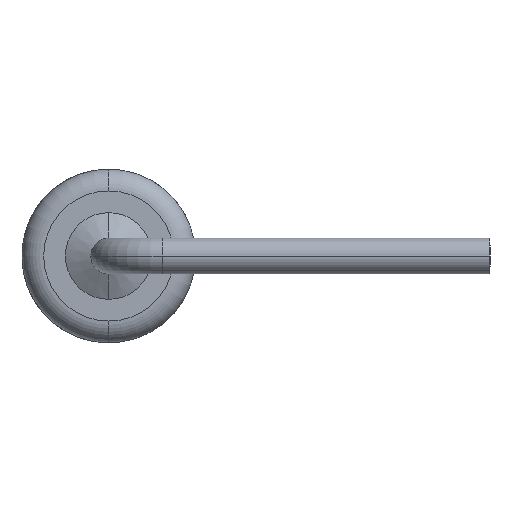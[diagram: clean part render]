
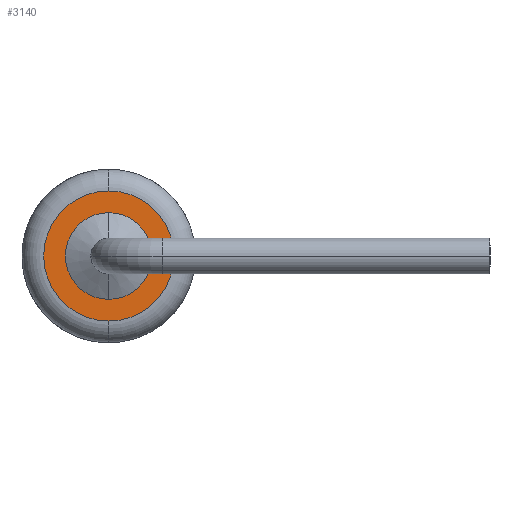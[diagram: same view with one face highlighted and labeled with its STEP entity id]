
A CAD part, left-side view. The second image highlights one B-rep face of the part: STEP entity #3140.
In plain terms, the highlighted planar face has unit normal (-1, 0, 0).
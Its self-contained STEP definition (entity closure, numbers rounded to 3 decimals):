
#1 = DIRECTION ( 'NONE',  ( 0., 0., 1. ) ) ;
#71 = CARTESIAN_POINT ( 'NONE',  ( 1.48, 2.355, 0. ) ) ;
#114 = DIRECTION ( 'NONE',  ( 0., 0., -1. ) ) ;
#154 = DIRECTION ( 'NONE',  ( 0., 0., 1. ) ) ;
#410 = PLANE ( 'NONE',  #851 ) ;
#485 = CIRCLE ( 'NONE', #3098, 0.678 ) ;
#686 = DIRECTION ( 'NONE',  ( 0., 0., 1. ) ) ;
#804 = FACE_BOUND ( 'NONE', #4230, .T. ) ;
#851 = AXIS2_PLACEMENT_3D ( 'NONE', #3633, #2927, #114 ) ;
#890 = EDGE_CURVE ( 'NONE', #2857, #4578, #3091, .T. ) ;
#1031 = EDGE_CURVE ( 'NONE', #4578, #2857, #485, .T. ) ;
#1249 = CARTESIAN_POINT ( 'NONE',  ( 1.48, 2.355, 0. ) ) ;
#1295 = CIRCLE ( 'NONE', #1881, 1.016 ) ;
#1590 = EDGE_CURVE ( 'NONE', #3884, #4494, #3487, .T. ) ;
#1631 = DIRECTION ( 'NONE',  ( -1., 0., 0. ) ) ;
#1672 = DIRECTION ( 'NONE',  ( -1., 0., 0. ) ) ;
#1739 = ORIENTED_EDGE ( 'NONE', *, *, #1031, .F. ) ;
#1881 = AXIS2_PLACEMENT_3D ( 'NONE', #71, #2546, #154 ) ;
#2103 = CARTESIAN_POINT ( 'NONE',  ( 1.48, 2.355, 0. ) ) ;
#2251 = FACE_OUTER_BOUND ( 'NONE', #4211, .T. ) ;
#2506 = CARTESIAN_POINT ( 'NONE',  ( 1.48, 2.355, 1.016 ) ) ;
#2546 = DIRECTION ( 'NONE',  ( -1., 0., 0. ) ) ;
#2647 = ORIENTED_EDGE ( 'NONE', *, *, #890, .F. ) ;
#2708 = AXIS2_PLACEMENT_3D ( 'NONE', #2103, #3204, #1 ) ;
#2808 = AXIS2_PLACEMENT_3D ( 'NONE', #3499, #1672, #686 ) ;
#2857 = VERTEX_POINT ( 'NONE', #4410 ) ;
#2890 = CARTESIAN_POINT ( 'NONE',  ( 1.48, 2.355, 0.678 ) ) ;
#2927 = DIRECTION ( 'NONE',  ( 1., 0., 0. ) ) ;
#3091 = CIRCLE ( 'NONE', #2708, 0.678 ) ;
#3098 = AXIS2_PLACEMENT_3D ( 'NONE', #1249, #1631, #3383 ) ;
#3140 = ADVANCED_FACE ( 'NONE', ( #804, #2251 ), #410, .F. ) ;
#3159 = EDGE_CURVE ( 'NONE', #4494, #3884, #1295, .T. ) ;
#3204 = DIRECTION ( 'NONE',  ( -1., 0., 0. ) ) ;
#3303 = ORIENTED_EDGE ( 'NONE', *, *, #3159, .T. ) ;
#3383 = DIRECTION ( 'NONE',  ( 0., 0., 1. ) ) ;
#3487 = CIRCLE ( 'NONE', #2808, 1.016 ) ;
#3499 = CARTESIAN_POINT ( 'NONE',  ( 1.48, 2.355, 0. ) ) ;
#3633 = CARTESIAN_POINT ( 'NONE',  ( 1.48, 3.371, 0. ) ) ;
#3884 = VERTEX_POINT ( 'NONE', #3902 ) ;
#3902 = CARTESIAN_POINT ( 'NONE',  ( 1.48, 2.355, -1.016 ) ) ;
#4211 = EDGE_LOOP ( 'NONE', ( #3303, #4311 ) ) ;
#4230 = EDGE_LOOP ( 'NONE', ( #2647, #1739 ) ) ;
#4311 = ORIENTED_EDGE ( 'NONE', *, *, #1590, .T. ) ;
#4410 = CARTESIAN_POINT ( 'NONE',  ( 1.48, 2.355, -0.678 ) ) ;
#4494 = VERTEX_POINT ( 'NONE', #2506 ) ;
#4578 = VERTEX_POINT ( 'NONE', #2890 ) ;
